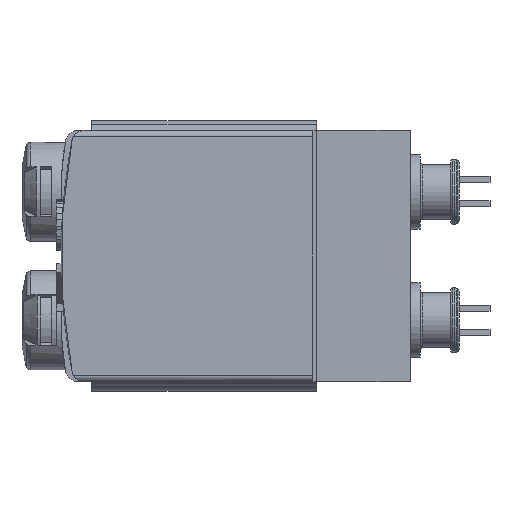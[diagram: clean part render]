
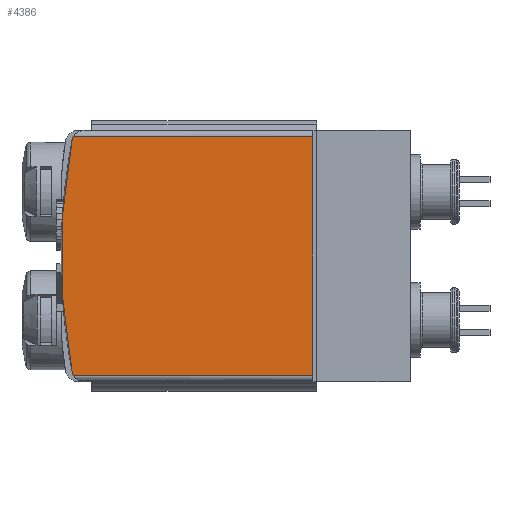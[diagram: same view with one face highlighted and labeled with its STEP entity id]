
A CAD part, left-side view. The second image highlights one B-rep face of the part: STEP entity #4386.
In plain terms, the highlighted planar face has unit normal (-1, 0, 0).
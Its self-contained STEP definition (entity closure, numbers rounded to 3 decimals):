
#38=PLANE('',#4790);
#320=LINE('',#6980,#732);
#322=LINE('',#6983,#734);
#323=LINE('',#6985,#735);
#732=VECTOR('',#5487,1000.);
#734=VECTOR('',#5491,1000.);
#735=VECTOR('',#5492,1000.);
#1366=ORIENTED_EDGE('',*,*,#2654,.F.);
#1367=ORIENTED_EDGE('',*,*,#2655,.F.);
#1368=ORIENTED_EDGE('',*,*,#2656,.F.);
#1369=ORIENTED_EDGE('',*,*,#2524,.F.);
#1370=ORIENTED_EDGE('',*,*,#2650,.F.);
#1371=ORIENTED_EDGE('',*,*,#2652,.T.);
#2524=EDGE_CURVE('',#3174,#3175,#3548,.T.);
#2650=EDGE_CURVE('',#3290,#3174,#3601,.T.);
#2652=EDGE_CURVE('',#3290,#3291,#320,.T.);
#2654=EDGE_CURVE('',#3293,#3291,#322,.T.);
#2655=EDGE_CURVE('',#3294,#3293,#323,.T.);
#2656=EDGE_CURVE('',#3175,#3294,#3603,.T.);
#3174=VERTEX_POINT('',#6676);
#3175=VERTEX_POINT('',#6678);
#3290=VERTEX_POINT('',#6974);
#3291=VERTEX_POINT('',#6978);
#3293=VERTEX_POINT('',#6984);
#3294=VERTEX_POINT('',#6986);
#3548=CIRCLE('',#4717,50.);
#3601=CIRCLE('',#4787,1.);
#3603=CIRCLE('',#4791,1.);
#3721=EDGE_LOOP('',(#1366,#1367,#1368,#1369,#1370,#1371));
#4037=FACE_BOUND('',#3721,.T.);
#4386=ADVANCED_FACE('',(#4037),#38,.F.);
#4717=AXIS2_PLACEMENT_3D('',#6677,#5278,#5279);
#4787=AXIS2_PLACEMENT_3D('',#6975,#5481,#5482);
#4790=AXIS2_PLACEMENT_3D('',#6982,#5489,#5490);
#4791=AXIS2_PLACEMENT_3D('',#6987,#5493,#5494);
#5278=DIRECTION('',(1.,0.,0.));
#5279=DIRECTION('',(0.,0.,-1.));
#5481=DIRECTION('',(1.,0.,0.));
#5482=DIRECTION('',(0.,0.,-1.));
#5487=DIRECTION('',(0.,-1.,0.));
#5489=DIRECTION('',(1.,0.,0.));
#5490=DIRECTION('',(0.,0.,-1.));
#5491=DIRECTION('',(0.,0.,-1.));
#5492=DIRECTION('',(0.,-1.,0.));
#5493=DIRECTION('',(1.,0.,0.));
#5494=DIRECTION('',(0.,0.,-1.));
#6676=CARTESIAN_POINT('',(0.,19.951,-9.439));
#6677=CARTESIAN_POINT('',(0.,-29.15,0.));
#6678=CARTESIAN_POINT('',(0.,19.951,9.439));
#6974=CARTESIAN_POINT('',(0.,19.835,-9.75));
#6975=CARTESIAN_POINT('',(0.,18.969,-9.25));
#6978=CARTESIAN_POINT('',(0.,0.3,-9.75));
#6980=CARTESIAN_POINT('',(0.,23.,-9.75));
#6982=CARTESIAN_POINT('',(0.,23.,-9.75));
#6983=CARTESIAN_POINT('',(0.,0.3,-9.75));
#6984=CARTESIAN_POINT('',(0.,0.3,9.75));
#6985=CARTESIAN_POINT('',(0.,23.,9.75));
#6986=CARTESIAN_POINT('',(0.,19.835,9.75));
#6987=CARTESIAN_POINT('',(0.,18.969,9.25));
